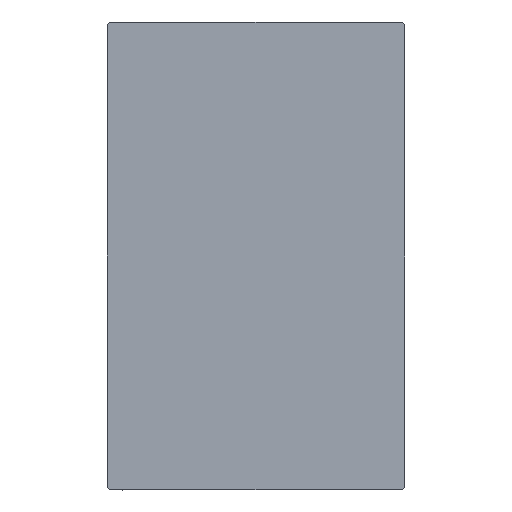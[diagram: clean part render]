
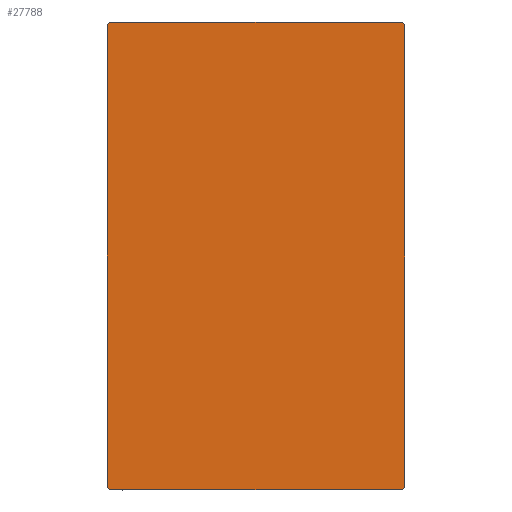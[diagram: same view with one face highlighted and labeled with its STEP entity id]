
A CAD part, left-side view. The second image highlights one B-rep face of the part: STEP entity #27788.
In plain terms, the highlighted face is planar.
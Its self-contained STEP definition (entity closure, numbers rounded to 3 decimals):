
#228 = CARTESIAN_POINT ( 'NONE',  ( 56., -17.2, 27.5 ) ) ;
#1444 = LINE ( 'NONE', #21415, #15820 ) ;
#2102 = VECTOR ( 'NONE', #40752, 1000. ) ;
#2291 = VECTOR ( 'NONE', #9124, 1000. ) ;
#2377 = ORIENTED_EDGE ( 'NONE', *, *, #14659, .T. ) ;
#3087 = CARTESIAN_POINT ( 'NONE',  ( 56., 0., 0. ) ) ;
#3943 = DIRECTION ( 'NONE',  ( 0., 0., 1. ) ) ;
#5259 = FACE_OUTER_BOUND ( 'NONE', #19106, .T. ) ;
#5532 = VECTOR ( 'NONE', #3943, 1000. ) ;
#5669 = ORIENTED_EDGE ( 'NONE', *, *, #31507, .T. ) ;
#6030 = VECTOR ( 'NONE', #19600, 1000. ) ;
#6796 = LINE ( 'NONE', #10854, #16596 ) ;
#7137 = ORIENTED_EDGE ( 'NONE', *, *, #39728, .T. ) ;
#7878 = CARTESIAN_POINT ( 'NONE',  ( 56., -17.5, -27.5 ) ) ;
#8493 = LINE ( 'NONE', #11911, #26214 ) ;
#9124 = DIRECTION ( 'NONE',  ( 0., 0.707, 0.707 ) ) ;
#9758 = DIRECTION ( 'NONE',  ( 0., 0., -1. ) ) ;
#10854 = CARTESIAN_POINT ( 'NONE',  ( 56., -17.5, 27.5 ) ) ;
#11451 = ORIENTED_EDGE ( 'NONE', *, *, #34622, .T. ) ;
#11911 = CARTESIAN_POINT ( 'NONE',  ( 56., 17.5, 27.5 ) ) ;
#12941 = VERTEX_POINT ( 'NONE', #228 ) ;
#14510 = LINE ( 'NONE', #7878, #2102 ) ;
#14519 = EDGE_CURVE ( 'NONE', #40025, #30001, #6796, .T. ) ;
#14527 = DIRECTION ( 'NONE',  ( 0., -0.707, -0.707 ) ) ;
#14659 = EDGE_CURVE ( 'NONE', #20382, #12941, #8493, .T. ) ;
#14900 = AXIS2_PLACEMENT_3D ( 'NONE', #3087, #19194, #9758 ) ;
#15820 = VECTOR ( 'NONE', #14527, 1000. ) ;
#16178 = CARTESIAN_POINT ( 'NONE',  ( 56., 22.35, -22.35 ) ) ;
#16390 = LINE ( 'NONE', #16178, #2291 ) ;
#16596 = VECTOR ( 'NONE', #40298, 1000. ) ;
#16784 = CARTESIAN_POINT ( 'NONE',  ( 56., -22.35, -22.35 ) ) ;
#17019 = CARTESIAN_POINT ( 'NONE',  ( 56., 17.5, -27.5 ) ) ;
#17343 = VERTEX_POINT ( 'NONE', #32934 ) ;
#17521 = ORIENTED_EDGE ( 'NONE', *, *, #37927, .T. ) ;
#18347 = PLANE ( 'NONE',  #14900 ) ;
#19106 = EDGE_LOOP ( 'NONE', ( #19396, #37600, #11451, #17521, #2377, #5669, #24618, #7137 ) ) ;
#19194 = DIRECTION ( 'NONE',  ( 1., 0., 0. ) ) ;
#19247 = EDGE_CURVE ( 'NONE', #31297, #20138, #16390, .T. ) ;
#19396 = ORIENTED_EDGE ( 'NONE', *, *, #33377, .T. ) ;
#19600 = DIRECTION ( 'NONE',  ( 0., 0.707, -0.707 ) ) ;
#20138 = VERTEX_POINT ( 'NONE', #29857 ) ;
#20382 = VERTEX_POINT ( 'NONE', #22510 ) ;
#21415 = CARTESIAN_POINT ( 'NONE',  ( 56., -22.35, 22.35 ) ) ;
#22510 = CARTESIAN_POINT ( 'NONE',  ( 56., 17.2, 27.5 ) ) ;
#23202 = DIRECTION ( 'NONE',  ( 0., -0.707, 0.707 ) ) ;
#23668 = LINE ( 'NONE', #16784, #6030 ) ;
#24618 = ORIENTED_EDGE ( 'NONE', *, *, #14519, .T. ) ;
#25747 = VERTEX_POINT ( 'NONE', #32210 ) ;
#26214 = VECTOR ( 'NONE', #27391, 1000. ) ;
#26440 = LINE ( 'NONE', #26645, #39931 ) ;
#26645 = CARTESIAN_POINT ( 'NONE',  ( 56., 22.35, 22.35 ) ) ;
#27391 = DIRECTION ( 'NONE',  ( 0., -1., 0. ) ) ;
#27788 = ADVANCED_FACE ( 'NONE', ( #5259 ), #18347, .T. ) ;
#27809 = CARTESIAN_POINT ( 'NONE',  ( 56., -17.5, -27.2 ) ) ;
#29857 = CARTESIAN_POINT ( 'NONE',  ( 56., 17.5, -27.2 ) ) ;
#30001 = VERTEX_POINT ( 'NONE', #27809 ) ;
#31297 = VERTEX_POINT ( 'NONE', #42525 ) ;
#31507 = EDGE_CURVE ( 'NONE', #12941, #40025, #1444, .T. ) ;
#31796 = CARTESIAN_POINT ( 'NONE',  ( 56., -17.5, 27.2 ) ) ;
#32210 = CARTESIAN_POINT ( 'NONE',  ( 56., 17.5, 27.2 ) ) ;
#32934 = CARTESIAN_POINT ( 'NONE',  ( 56., -17.2, -27.5 ) ) ;
#33377 = EDGE_CURVE ( 'NONE', #17343, #31297, #14510, .T. ) ;
#33996 = LINE ( 'NONE', #17019, #5532 ) ;
#34622 = EDGE_CURVE ( 'NONE', #20138, #25747, #33996, .T. ) ;
#37600 = ORIENTED_EDGE ( 'NONE', *, *, #19247, .T. ) ;
#37927 = EDGE_CURVE ( 'NONE', #25747, #20382, #26440, .T. ) ;
#39728 = EDGE_CURVE ( 'NONE', #30001, #17343, #23668, .T. ) ;
#39931 = VECTOR ( 'NONE', #23202, 1000. ) ;
#40025 = VERTEX_POINT ( 'NONE', #31796 ) ;
#40298 = DIRECTION ( 'NONE',  ( 0., 0., -1. ) ) ;
#40752 = DIRECTION ( 'NONE',  ( 0., 1., 0. ) ) ;
#42525 = CARTESIAN_POINT ( 'NONE',  ( 56., 17.2, -27.5 ) ) ;
